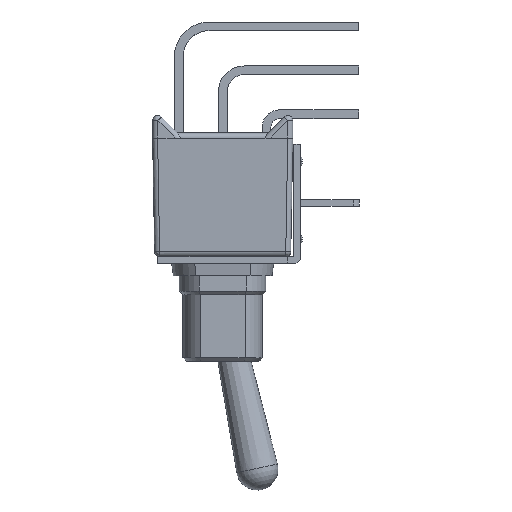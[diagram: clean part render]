
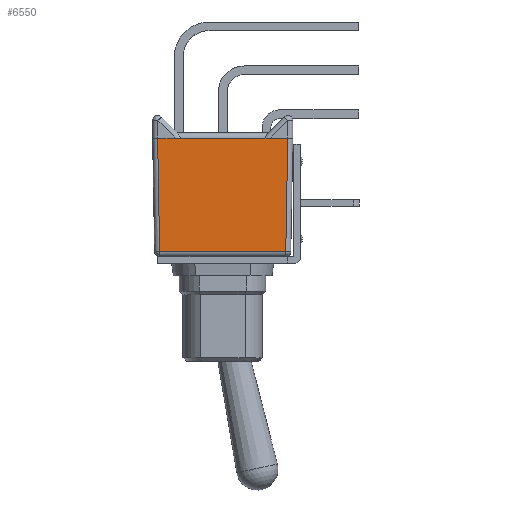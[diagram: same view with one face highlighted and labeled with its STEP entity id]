
A CAD part, top view. The second image highlights one B-rep face of the part: STEP entity #6550.
In plain terms, the highlighted planar face has unit normal (0, -0.018, 1).
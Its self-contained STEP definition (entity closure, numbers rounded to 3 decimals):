
#443=DIRECTION('',(-1.,0.,0.));
#444=VECTOR('',#443,1.024);
#445=CARTESIAN_POINT('',(3.76,0.12,2.5));
#446=LINE('',#445,#444);
#447=DIRECTION('',(-1.,0.,0.));
#448=VECTOR('',#447,1.024);
#449=CARTESIAN_POINT('',(-2.736,0.12,2.5));
#450=LINE('',#449,#448);
#451=DIRECTION('',(-1.,0.,0.));
#452=VECTOR('',#451,5.472);
#453=CARTESIAN_POINT('',(2.736,0.12,2.5));
#454=LINE('',#453,#452);
#3694=DIRECTION('',(-0.017,1.,0.017));
#3695=VECTOR('',#3694,6.557);
#3696=CARTESIAN_POINT('',(-3.646,-6.435,
2.386));
#3697=LINE('',#3696,#3695);
#3751=DIRECTION('',(1.,0.,0.));
#3752=VECTOR('',#3751,7.291);
#3753=CARTESIAN_POINT('',(-3.646,-6.435,
2.386));
#3754=LINE('',#3753,#3752);
#3828=DIRECTION('',(0.017,1.,0.017));
#3829=VECTOR('',#3828,6.557);
#3830=CARTESIAN_POINT('',(3.646,-6.435,2.386));
#3831=LINE('',#3830,#3829);
#5553=CARTESIAN_POINT('',(2.736,0.12,2.5));
#5555=VERTEX_POINT('',#5553);
#5558=CARTESIAN_POINT('',(3.76,0.12,2.5));
#5559=VERTEX_POINT('',#5558);
#5562=CARTESIAN_POINT('',(3.646,-6.435,2.386));
#5563=VERTEX_POINT('',#5562);
#5588=CARTESIAN_POINT('',(-2.736,0.12,2.5));
#5590=VERTEX_POINT('',#5588);
#5593=CARTESIAN_POINT('',(-3.76,0.12,2.5));
#5595=VERTEX_POINT('',#5593);
#5600=CARTESIAN_POINT('',(-3.646,-6.435,
2.386));
#5601=VERTEX_POINT('',#5600);
#6532=CARTESIAN_POINT('',(4.245,0.12,2.5));
#6533=DIRECTION('',(0.,-0.017,1.));
#6534=DIRECTION('',(1.,0.,0.));
#6535=AXIS2_PLACEMENT_3D('',#6532,#6533,#6534);
#6536=PLANE('',#6535);
#6538=ORIENTED_EDGE('',*,*,#6537,.F.);
#6540=ORIENTED_EDGE('',*,*,#6539,.F.);
#6542=ORIENTED_EDGE('',*,*,#6541,.F.);
#6544=ORIENTED_EDGE('',*,*,#6543,.F.);
#6546=ORIENTED_EDGE('',*,*,#6545,.T.);
#6547=ORIENTED_EDGE('',*,*,#6523,.F.);
#6548=EDGE_LOOP('',(#6538,#6540,#6542,#6544,#6546,#6547));
#6549=FACE_OUTER_BOUND('',#6548,.F.);
#6550=ADVANCED_FACE('',(#6549),#6536,.T.);
#6523=EDGE_CURVE('',#5590,#5595,#450,.T.);
#6537=EDGE_CURVE('',#5555,#5590,#454,.T.);
#6539=EDGE_CURVE('',#5559,#5555,#446,.T.);
#6541=EDGE_CURVE('',#5563,#5559,#3831,.T.);
#6543=EDGE_CURVE('',#5601,#5563,#3754,.T.);
#6545=EDGE_CURVE('',#5601,#5595,#3697,.T.);
